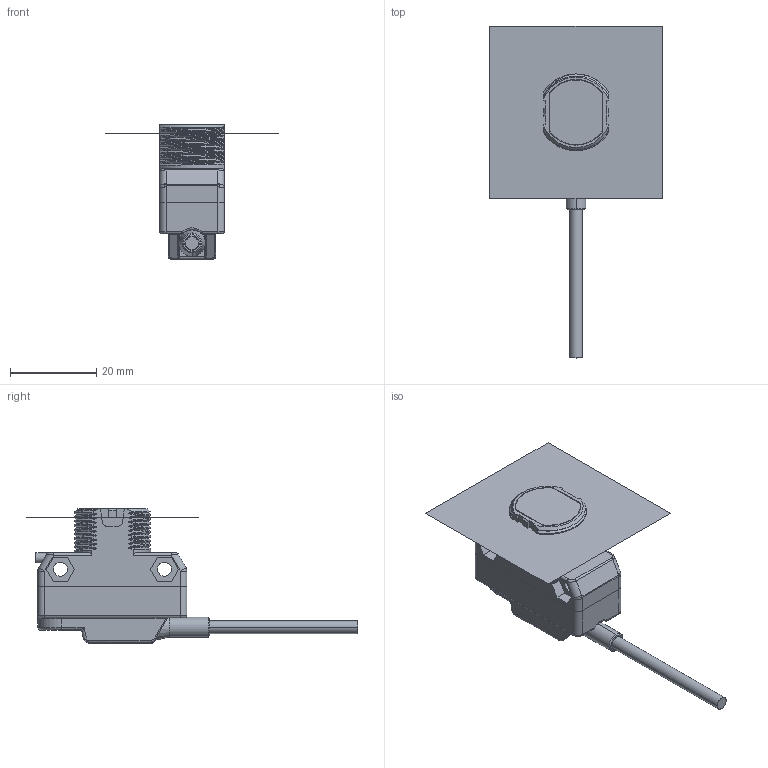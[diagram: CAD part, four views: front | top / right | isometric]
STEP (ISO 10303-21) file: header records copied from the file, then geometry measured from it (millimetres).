
FILE_DESCRIPTION((''),'2;1');
FILE_NAME('139461_ASM','2015-11-30T',('pdmadmin'),(''),'PRO/ENGINEER BY PARAMETRIC TECHNOLOGY CORPORATION, 2013230','PRO/ENGINEER BY PARAMETRIC TECHNOLOGY CORPORATION, 2013230','');
FILE_SCHEMA(('CONFIG_CONTROL_DESIGN'));
Products named in the file (11): 114100; 114096; 114109_ASM; 60758; 61602_ASM; 111643; 60420; 114295_ASM; ASSEMBLY_55820; 69061_ASM; 139461_ASM
Assembly tree (10 placements, depth 4):
  139461_ASM
    61602_ASM
      114109_ASM
        114100
        114096
      60758
    69061_ASM
      114295_ASM
        111643
        60420
      ASSEMBLY_55820
Bounding box: 40 x 76.85 x 31.1 mm (x, y, z)
Volume: 6348.8 mm3; surface area: 10567 mm2
Topology: 6 solids, 7 shells, 823 faces, 2080 edges, 1284 vertices
Faces by surface type: plane 348, cylinder 257, bspline 123, torus 60, cone 23, sphere 10, revolution 2
Entity records: 42692 total; most frequent: CARTESIAN_POINT 23348, ORIENTED_EDGE 4148, DIRECTION 3761, EDGE_CURVE 2076, AXIS2_PLACEMENT_3D 1284, VERTEX_POINT 1284, VECTOR 1191, LINE 1191
